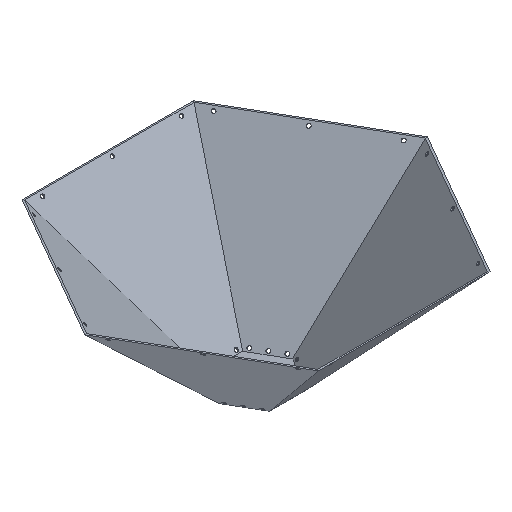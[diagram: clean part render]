
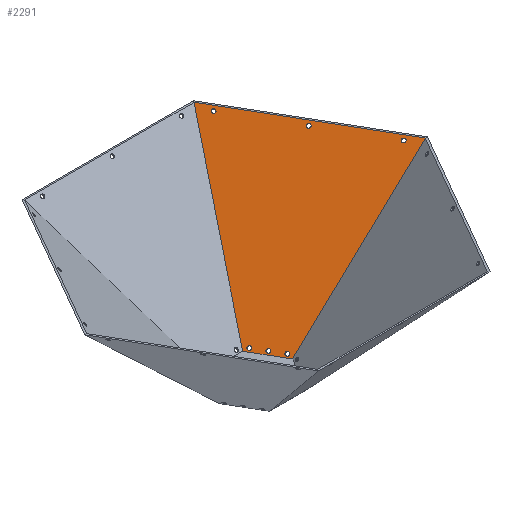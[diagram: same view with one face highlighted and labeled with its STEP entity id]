
A CAD part, isometric view. The second image highlights one B-rep face of the part: STEP entity #2291.
In plain terms, the highlighted planar face has unit normal (-0.637, -0.368, 0.677).
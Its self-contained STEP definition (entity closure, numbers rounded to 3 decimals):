
#523=DIRECTION('',(0.5,-0.866,0.));
#524=VECTOR('',#523,486.626);
#525=CARTESIAN_POINT('',(243.313,421.431,366.2));
#526=LINE('',#525,#524);
#665=DIRECTION('',(-0.5,0.866,0.));
#666=VECTOR('',#665,105.16);
#667=CARTESIAN_POINT('',(105.16,0.,7.));
#668=LINE('',#667,#666);
#669=DIRECTION('',(0.364,0.63,0.686));
#670=VECTOR('',#669,523.967);
#671=CARTESIAN_POINT('',(52.58,91.072,7.));
#672=LINE('',#671,#670);
#673=CARTESIAN_POINT('',(358.16,206.784,357.651));
#674=DIRECTION('',(0.637,0.368,-0.677));
#675=DIRECTION('',(-0.5,0.866,0.));
#676=AXIS2_PLACEMENT_3D('',#673,#674,#675);
#678=CARTESIAN_POINT('',(358.16,206.784,357.651));
#679=DIRECTION('',(0.637,0.368,-0.677));
#680=DIRECTION('',(0.5,-0.866,0.));
#681=AXIS2_PLACEMENT_3D('',#678,#679,#680);
#683=CARTESIAN_POINT('',(258.16,379.989,357.651));
#684=DIRECTION('',(0.637,0.368,-0.677));
#685=DIRECTION('',(-0.5,0.866,0.));
#686=AXIS2_PLACEMENT_3D('',#683,#684,#685);
#688=CARTESIAN_POINT('',(258.16,379.989,357.651));
#689=DIRECTION('',(0.637,0.368,-0.677));
#690=DIRECTION('',(0.5,-0.866,0.));
#691=AXIS2_PLACEMENT_3D('',#688,#689,#690);
#693=CARTESIAN_POINT('',(458.16,33.579,357.651));
#694=DIRECTION('',(0.637,0.368,-0.677));
#695=DIRECTION('',(-0.5,0.866,0.));
#696=AXIS2_PLACEMENT_3D('',#693,#694,#695);
#698=CARTESIAN_POINT('',(458.16,33.579,357.651));
#699=DIRECTION('',(0.637,0.368,-0.677));
#700=DIRECTION('',(0.5,-0.866,0.));
#701=AXIS2_PLACEMENT_3D('',#698,#699,#700);
#703=CARTESIAN_POINT('',(64.073,83.181,13.532));
#704=DIRECTION('',(0.637,0.368,-0.677));
#705=DIRECTION('',(-0.5,0.866,0.));
#706=AXIS2_PLACEMENT_3D('',#703,#704,#705);
#708=CARTESIAN_POINT('',(64.073,83.181,13.532));
#709=DIRECTION('',(0.637,0.368,-0.677));
#710=DIRECTION('',(0.5,-0.866,0.));
#711=AXIS2_PLACEMENT_3D('',#708,#709,#710);
#713=CARTESIAN_POINT('',(84.073,48.539,13.532));
#714=DIRECTION('',(0.637,0.368,-0.677));
#715=DIRECTION('',(-0.5,0.866,0.));
#716=AXIS2_PLACEMENT_3D('',#713,#714,#715);
#718=CARTESIAN_POINT('',(84.073,48.539,13.532));
#719=DIRECTION('',(0.637,0.368,-0.677));
#720=DIRECTION('',(0.5,-0.866,0.));
#721=AXIS2_PLACEMENT_3D('',#718,#719,#720);
#723=CARTESIAN_POINT('',(104.073,13.898,13.532));
#724=DIRECTION('',(0.637,0.368,-0.677));
#725=DIRECTION('',(-0.5,0.866,0.));
#726=AXIS2_PLACEMENT_3D('',#723,#724,#725);
#728=CARTESIAN_POINT('',(104.073,13.898,13.532));
#729=DIRECTION('',(0.637,0.368,-0.677));
#730=DIRECTION('',(0.5,-0.866,0.));
#731=AXIS2_PLACEMENT_3D('',#728,#729,#730);
#737=DIRECTION('',(0.728,0.,0.686));
#738=VECTOR('',#737,523.967);
#739=CARTESIAN_POINT('',(105.16,0.,7.));
#740=LINE('',#739,#738);
#1382=CARTESIAN_POINT('',(243.313,421.431,366.2));
#1384=VERTEX_POINT('',#1382);
#1385=CARTESIAN_POINT('',(486.626,0.,366.2));
#1386=VERTEX_POINT('',#1385);
#1394=CARTESIAN_POINT('',(52.58,91.072,7.));
#1396=VERTEX_POINT('',#1394);
#1397=CARTESIAN_POINT('',(105.16,0.,7.));
#1398=VERTEX_POINT('',#1397);
#1573=CARTESIAN_POINT('',(355.66,211.114,357.651));
#1574=CARTESIAN_POINT('',(360.66,202.454,357.651));
#1575=VERTEX_POINT('',#1573);
#1576=VERTEX_POINT('',#1574);
#1577=CARTESIAN_POINT('',(255.66,384.319,357.651));
#1578=CARTESIAN_POINT('',(260.66,375.659,357.651));
#1579=VERTEX_POINT('',#1577);
#1580=VERTEX_POINT('',#1578);
#1581=CARTESIAN_POINT('',(455.66,37.909,357.651));
#1582=CARTESIAN_POINT('',(460.66,29.249,357.651));
#1583=VERTEX_POINT('',#1581);
#1584=VERTEX_POINT('',#1582);
#1585=CARTESIAN_POINT('',(61.573,87.511,13.532));
#1586=CARTESIAN_POINT('',(66.573,78.85,13.532));
#1587=VERTEX_POINT('',#1585);
#1588=VERTEX_POINT('',#1586);
#1589=CARTESIAN_POINT('',(81.573,52.87,13.532));
#1590=CARTESIAN_POINT('',(86.573,44.209,13.532));
#1591=VERTEX_POINT('',#1589);
#1592=VERTEX_POINT('',#1590);
#1593=CARTESIAN_POINT('',(101.573,18.229,13.532));
#1594=CARTESIAN_POINT('',(106.573,9.568,13.532));
#1595=VERTEX_POINT('',#1593);
#1596=VERTEX_POINT('',#1594);
#2243=CARTESIAN_POINT('',(219.132,126.516,183.1));
#2244=DIRECTION('',(0.637,0.368,-0.677));
#2245=DIRECTION('',(-0.5,0.866,0.));
#2246=AXIS2_PLACEMENT_3D('',#2243,#2244,#2245);
#2247=PLANE('',#2246);
#2248=ORIENTED_EDGE('',*,*,#2188,.T.);
#2249=ORIENTED_EDGE('',*,*,#2141,.T.);
#2250=ORIENTED_EDGE('',*,*,#2126,.T.);
#2252=ORIENTED_EDGE('',*,*,#2251,.F.);
#2253=EDGE_LOOP('',(#2248,#2249,#2250,#2252));
#2254=FACE_OUTER_BOUND('',#2253,.F.);
#2256=ORIENTED_EDGE('',*,*,#2255,.F.);
#2258=ORIENTED_EDGE('',*,*,#2257,.F.);
#2259=EDGE_LOOP('',(#2256,#2258));
#2260=FACE_BOUND('',#2259,.F.);
#2262=ORIENTED_EDGE('',*,*,#2261,.F.);
#2264=ORIENTED_EDGE('',*,*,#2263,.F.);
#2265=EDGE_LOOP('',(#2262,#2264));
#2266=FACE_BOUND('',#2265,.F.);
#2268=ORIENTED_EDGE('',*,*,#2267,.F.);
#2270=ORIENTED_EDGE('',*,*,#2269,.F.);
#2271=EDGE_LOOP('',(#2268,#2270));
#2272=FACE_BOUND('',#2271,.F.);
#2274=ORIENTED_EDGE('',*,*,#2273,.F.);
#2276=ORIENTED_EDGE('',*,*,#2275,.F.);
#2277=EDGE_LOOP('',(#2274,#2276));
#2278=FACE_BOUND('',#2277,.F.);
#2280=ORIENTED_EDGE('',*,*,#2279,.F.);
#2282=ORIENTED_EDGE('',*,*,#2281,.F.);
#2283=EDGE_LOOP('',(#2280,#2282));
#2284=FACE_BOUND('',#2283,.F.);
#2286=ORIENTED_EDGE('',*,*,#2285,.F.);
#2288=ORIENTED_EDGE('',*,*,#2287,.F.);
#2289=EDGE_LOOP('',(#2286,#2288));
#2290=FACE_BOUND('',#2289,.F.);
#677=CIRCLE('',#676,5.);
#682=CIRCLE('',#681,5.);
#687=CIRCLE('',#686,5.);
#692=CIRCLE('',#691,5.);
#697=CIRCLE('',#696,5.);
#702=CIRCLE('',#701,5.);
#707=CIRCLE('',#706,5.);
#712=CIRCLE('',#711,5.);
#717=CIRCLE('',#716,5.);
#722=CIRCLE('',#721,5.);
#727=CIRCLE('',#726,5.);
#732=CIRCLE('',#731,5.);
#2126=EDGE_CURVE('',#1384,#1386,#526,.T.);
#2141=EDGE_CURVE('',#1396,#1384,#672,.T.);
#2188=EDGE_CURVE('',#1398,#1396,#668,.T.);
#2251=EDGE_CURVE('',#1398,#1386,#740,.T.);
#2255=EDGE_CURVE('',#1575,#1576,#677,.T.);
#2257=EDGE_CURVE('',#1576,#1575,#682,.T.);
#2261=EDGE_CURVE('',#1579,#1580,#687,.T.);
#2263=EDGE_CURVE('',#1580,#1579,#692,.T.);
#2267=EDGE_CURVE('',#1583,#1584,#697,.T.);
#2269=EDGE_CURVE('',#1584,#1583,#702,.T.);
#2273=EDGE_CURVE('',#1587,#1588,#707,.T.);
#2275=EDGE_CURVE('',#1588,#1587,#712,.T.);
#2279=EDGE_CURVE('',#1591,#1592,#717,.T.);
#2281=EDGE_CURVE('',#1592,#1591,#722,.T.);
#2285=EDGE_CURVE('',#1595,#1596,#727,.T.);
#2287=EDGE_CURVE('',#1596,#1595,#732,.T.);
#2291=ADVANCED_FACE('',(#2254,#2260,#2266,#2272,#2278,#2284,#2290),#2247,.F.);
